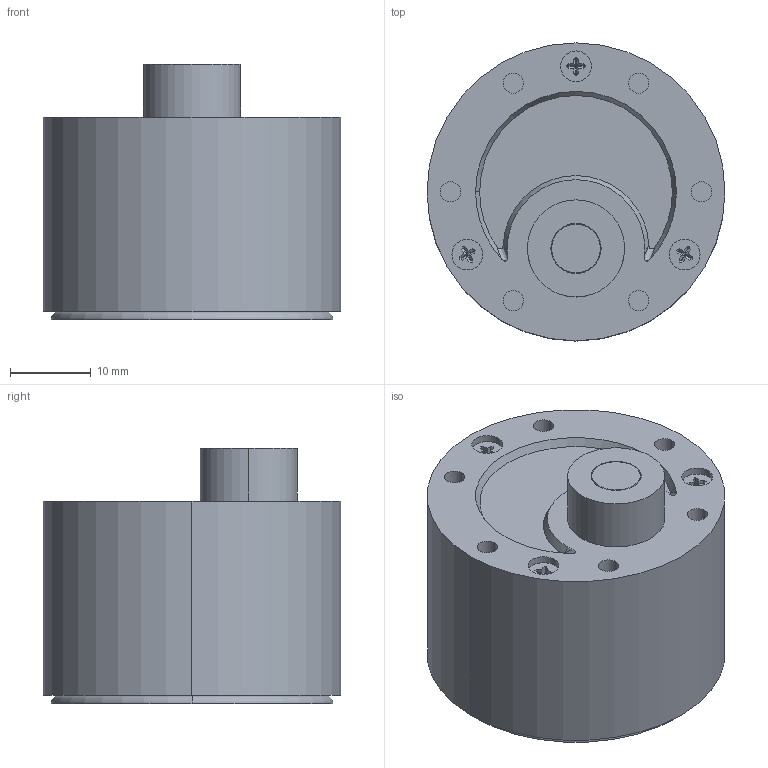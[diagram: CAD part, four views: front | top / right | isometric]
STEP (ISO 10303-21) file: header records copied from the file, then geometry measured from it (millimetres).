
FILE_DESCRIPTION(/* description */ (''),/* implementation_level */ '2;1');
FILE_NAME(/* name */ 'MG37D_Caja.stp',/* time_stamp */ '2020-11-14T16:12:22+01:00',/* author */ (''),/* organization */ (''),/* preprocessor_version */ 'ST-DEVELOPER v16.7',/* originating_system */ 'SIEMENS PLM Software NX 1867',/* authorisation */ '');
FILE_SCHEMA (('AUTOMOTIVE_DESIGN { 1 0 10303 214 3 1 1 1 }'));
Length unit declared in the file: millimetre
Products named in the file (1): 37d-gearmotor-50-70-encoder_step
Bounding box: 36.8 x 36.8 x 31.5 mm (x, y, z)
Surface area: 12421.8 mm2
Topology: 2 solids, 2 shells, 386 faces, 840 edges, 504 vertices
Faces by surface type: plane 290, cylinder 76, cone 12, torus 4, bspline 4
Entity records: 12935 total; most frequent: CARTESIAN_POINT 2003, DIRECTION 1770, ORIENTED_EDGE 1680, EDGE_CURVE 840, LINE 636, VECTOR 636, AXIS2_PLACEMENT_3D 567, VERTEX_POINT 504
